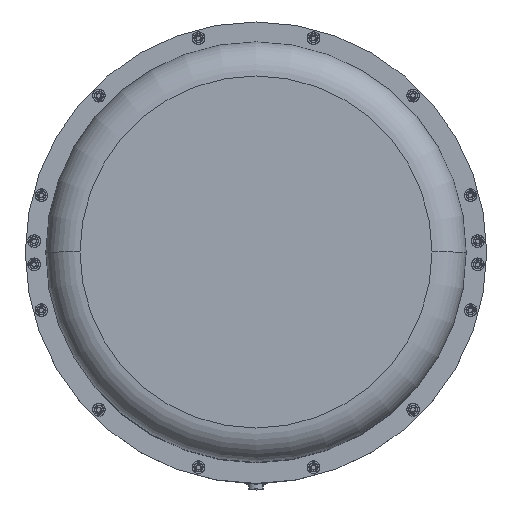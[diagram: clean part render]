
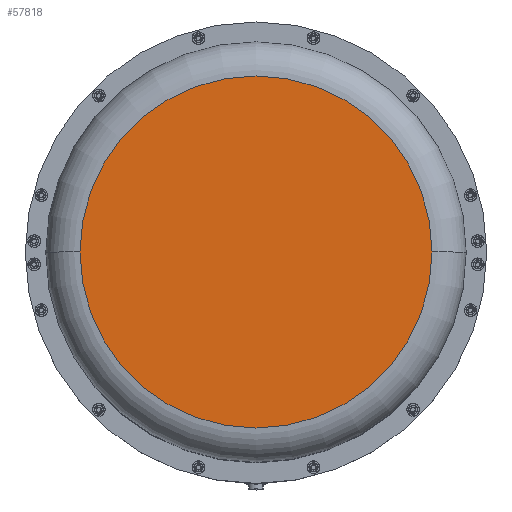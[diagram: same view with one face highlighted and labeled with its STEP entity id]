
A CAD part, top view. The second image highlights one B-rep face of the part: STEP entity #57818.
In plain terms, the highlighted planar face has unit normal (0, 0, 1).
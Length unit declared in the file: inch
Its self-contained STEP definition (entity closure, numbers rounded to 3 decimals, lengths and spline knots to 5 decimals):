
#7995 = CARTESIAN_POINT ( 'NONE',  ( 5.15, 0., 11.4 ) ) ;
#11104 = AXIS2_PLACEMENT_3D ( 'NONE', #53626, #12799, #52748 ) ;
#11637 = ORIENTED_EDGE ( 'NONE', *, *, #28852, .T. ) ;
#12799 = DIRECTION ( 'NONE',  ( 0., 0., 1. ) ) ;
#14715 = DIRECTION ( 'NONE',  ( 0., 0., 1. ) ) ;
#15866 = CARTESIAN_POINT ( 'NONE',  ( -5.15, 0., 11.4 ) ) ;
#17832 = CIRCLE ( 'NONE', #34874, 5.15 ) ;
#18698 = AXIS2_PLACEMENT_3D ( 'NONE', #48312, #29677, #47443 ) ;
#25243 = PLANE ( 'NONE',  #18698 ) ;
#27289 = EDGE_CURVE ( 'NONE', #42176, #27732, #33797, .T. ) ;
#27732 = VERTEX_POINT ( 'NONE', #7995 ) ;
#28852 = EDGE_CURVE ( 'NONE', #27732, #42176, #17832, .T. ) ;
#29677 = DIRECTION ( 'NONE',  ( 0., 0., 1. ) ) ;
#30024 = DIRECTION ( 'NONE',  ( 1., 0., 0. ) ) ;
#33797 = CIRCLE ( 'NONE', #11104, 5.15 ) ;
#34874 = AXIS2_PLACEMENT_3D ( 'NONE', #43375, #14715, #30024 ) ;
#42176 = VERTEX_POINT ( 'NONE', #15866 ) ;
#43375 = CARTESIAN_POINT ( 'NONE',  ( 0., 0., 11.4 ) ) ;
#44399 = EDGE_LOOP ( 'NONE', ( #11637, #46651 ) ) ;
#46651 = ORIENTED_EDGE ( 'NONE', *, *, #27289, .T. ) ;
#47443 = DIRECTION ( 'NONE',  ( 1., 0., 0. ) ) ;
#48035 = FACE_OUTER_BOUND ( 'NONE', #44399, .T. ) ;
#48312 = CARTESIAN_POINT ( 'NONE',  ( 0., 0., 11.4 ) ) ;
#52748 = DIRECTION ( 'NONE',  ( 1., 0., 0. ) ) ;
#53626 = CARTESIAN_POINT ( 'NONE',  ( 0., 0., 11.4 ) ) ;
#57818 = ADVANCED_FACE ( 'NONE', ( #48035 ), #25243, .T. ) ;
